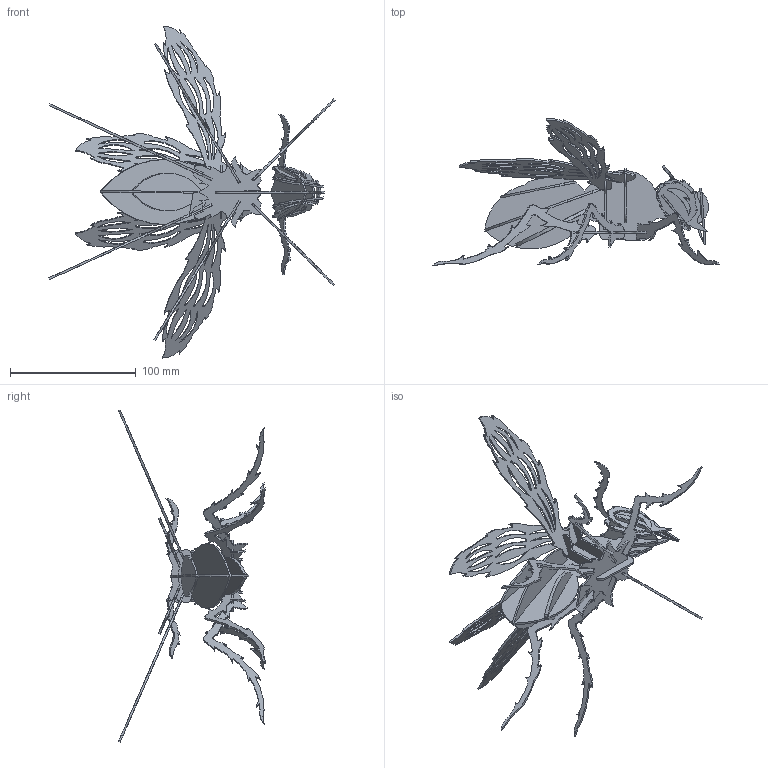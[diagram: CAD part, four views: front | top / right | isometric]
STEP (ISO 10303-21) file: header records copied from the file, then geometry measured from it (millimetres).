
FILE_DESCRIPTION (( 'STEP AP214' ), '1' );
FILE_NAME ('_Assy, Hornet-01.STEP', '2012-12-12T23:29:27', ( 'Dick' ), ( '' ), 'SwSTEP 2.0', 'SolidWorks 2012', '' );
FILE_SCHEMA (( 'AUTOMOTIVE_DESIGN' ));
Length unit declared in the file: inch
Products named in the file (17): Part3^_Assy, Hornet-01; Hornet, Tail-02 Mid; Hornet, Tail-01 Top; Hornet, Wing - 02; Hornet, Stinger; Hornet, Face Plt, Eye; Hornet, Pelvis, Connector - 01; Hornet, Face Plt; Hornet, Antennae; Hornet, Leg, Big; Hornet, Leg, Med; Hornet, Leg, Small; Hornet, Spine; Hornet, Wing - 01; Hornet, Pelvis; _Assy, Hornet-01; Hornet, Face Plt, Eye-01
Assembly tree (24 placements, depth 2):
  _Assy, Hornet-01
    Hornet, Pelvis
    Hornet, Wing - 01  x2
    Hornet, Spine
    Hornet, Leg, Small  x2
    Hornet, Leg, Med  x2
    Hornet, Leg, Big  x2
    Hornet, Antennae
    Hornet, Face Plt
    Hornet, Pelvis, Connector - 01  x2
    Hornet, Face Plt, Eye  x2
    Hornet, Face Plt, Eye-01  x2
    Hornet, Stinger
    Hornet, Wing - 02  x2
    Hornet, Tail-01 Top
    Hornet, Tail-02 Mid
    Part3^_Assy, Hornet-01
Bounding box: 227.38 x 116.73 x 263.67 mm (x, y, z)
Volume: 58228.2 mm3; surface area: 91463.3 mm2
Topology: 24 solids, 24 shells, 1187 faces, 3417 edges, 2278 vertices
Faces by surface type: cylinder 946, plane 241
Entity records: 26562 total; most frequent: DIRECTION 4936, CARTESIAN_POINT 4439, ORIENTED_EDGE 4380, EDGE_CURVE 2190, AXIS2_PLACEMENT_3D 1957, VERTEX_POINT 1460, CIRCLE 1168, LINE 1022
